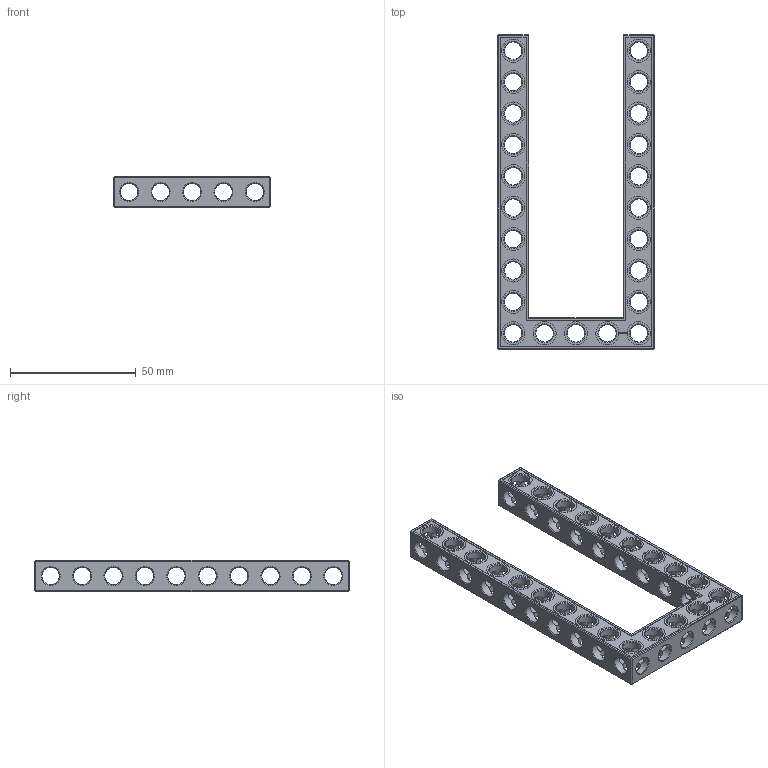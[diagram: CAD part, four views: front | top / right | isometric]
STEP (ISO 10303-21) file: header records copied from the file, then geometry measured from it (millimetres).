
FILE_DESCRIPTION(('FreeCAD Model'),'2;1');
FILE_NAME('Open CASCADE Shape Model','2022-02-23T17:40:57',( 'Paulo Kiefe'),('STEMFIE.org'),'Open CASCADE STEP processor 7.5', 'FreeCAD','Unknown');
FILE_SCHEMA(('AUTOMOTIVE_DESIGN { 1 0 10303 214 1 1 1 1 }'));
Products named in the file (1): Beam AGD ESS USH SYM BU05x10x01 - SPN-BEM-0347 (stemfie.org)
Bounding box: 62.5 x 125 x 12.5 mm (x, y, z)
Volume: 22478.1 mm3; surface area: 20151.1 mm2
Topology: 1 solids, 1 shells, 775 faces, 2289 edges, 1480 vertices
Faces by surface type: plane 408, cylinder 139, extrusion 134, cone 94
Full cylindrical faces by diameter (mm): 6.98 x22, 7 x94, 9.2 x23
Entity records: 149776 total; most frequent: CARTESIAN_POINT 106711, DIRECTION 6989, VECTOR 4740, LINE 4606, ORIENTED_EDGE 4578, PCURVE 4578, DEFINITIONAL_REPRESENTATION 4578, EDGE_CURVE 2289
